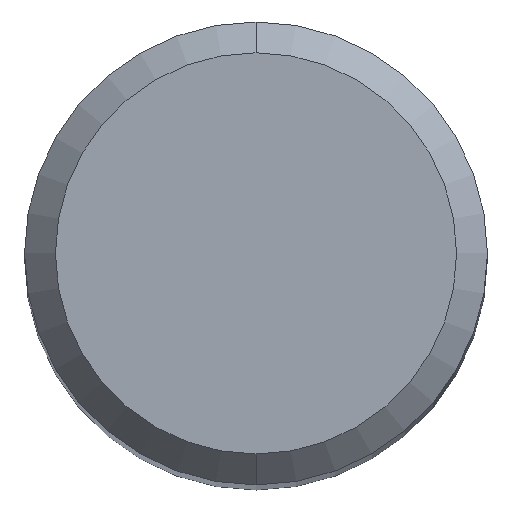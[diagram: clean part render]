
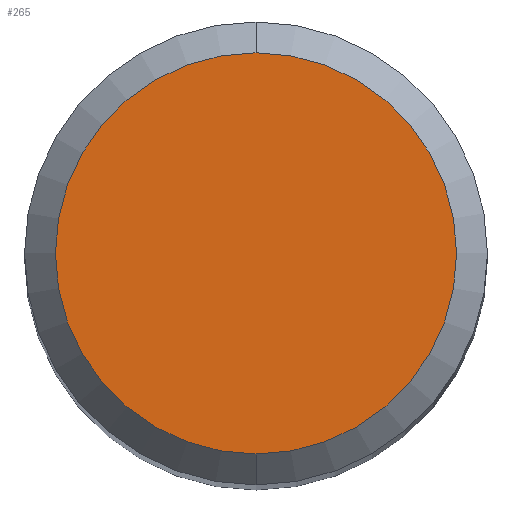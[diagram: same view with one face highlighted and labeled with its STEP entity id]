
A CAD part, top view. The second image highlights one B-rep face of the part: STEP entity #265.
In plain terms, the highlighted planar face has unit normal (0, 0, 1).
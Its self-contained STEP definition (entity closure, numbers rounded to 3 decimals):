
#229=EDGE_CURVE('',#347,#255,#535,.T.);
#255=VERTEX_POINT('',#563);
#265=ADVANCED_FACE('',(#574),#575,.T.);
#347=VERTEX_POINT('',#669);
#397=EDGE_CURVE('',#255,#347,#723,.T.);
#535=CIRCLE('',#915,2.6);
#563=CARTESIAN_POINT('',(0.0,2.6,0.0));
#574=FACE_OUTER_BOUND('',#985,.T.);
#575=PLANE('',#986);
#669=CARTESIAN_POINT('',(0.,-2.6,0.0));
#723=CIRCLE('',#1274,2.6);
#915=AXIS2_PLACEMENT_3D('',#1494,#1495,#1496);
#985=EDGE_LOOP('',(#1551,#1552));
#986=AXIS2_PLACEMENT_3D('',#1553,#1554,#1555);
#1274=AXIS2_PLACEMENT_3D('',#1721,#1722,#1723);
#1494=CARTESIAN_POINT('',(0.0,0.0,0.0));
#1495=DIRECTION('',(0.0,0.0,-1.0));
#1496=DIRECTION('',(0.0,1.0,0.0));
#1551=ORIENTED_EDGE('',*,*,#397,.F.);
#1552=ORIENTED_EDGE('',*,*,#229,.F.);
#1553=CARTESIAN_POINT('',(0.0,1.3,0.0));
#1554=DIRECTION('',(-0.0,0.0,1.0));
#1555=DIRECTION('',(0.0,-1.0,0.0));
#1721=CARTESIAN_POINT('',(0.0,0.0,0.0));
#1722=DIRECTION('',(0.0,0.0,-1.0));
#1723=DIRECTION('',(0.0,1.0,0.0));
